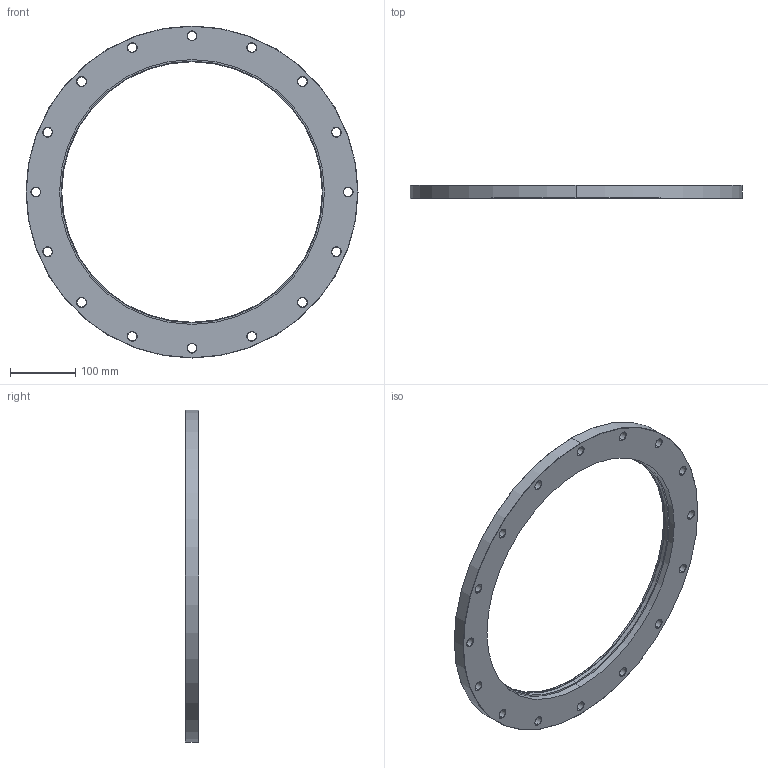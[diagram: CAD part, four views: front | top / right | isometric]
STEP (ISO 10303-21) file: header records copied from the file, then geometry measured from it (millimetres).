
FILE_DESCRIPTION (( 'STEP AP214' ), '1' );
FILE_NAME ('Hositrad_ISO-F400-406.STEP', '2013-05-01T10:09:05', ( '' ), ( '' ), 'SwSTEP 2.0', 'SolidWorks 2013', '' );
FILE_SCHEMA (( 'AUTOMOTIVE_DESIGN' ));
Length unit declared in the file: millimetre
Products named in the file (1): Hositrad_ISO-F400-406
Bounding box: 510 x 20 x 510 mm (x, y, z)
Volume: 1469182.2 mm3; surface area: 222453.4 mm2
Topology: 1 solids, 1 shells, 114 faces, 260 edges, 150 vertices
Faces by surface type: cone 70, cylinder 40, plane 4
Entity records: 3296 total; most frequent: DIRECTION 640, CARTESIAN_POINT 525, ORIENTED_EDGE 520, AXIS2_PLACEMENT_3D 265, EDGE_CURVE 260, EDGE_LOOP 150, VERTEX_POINT 150, CIRCLE 150
